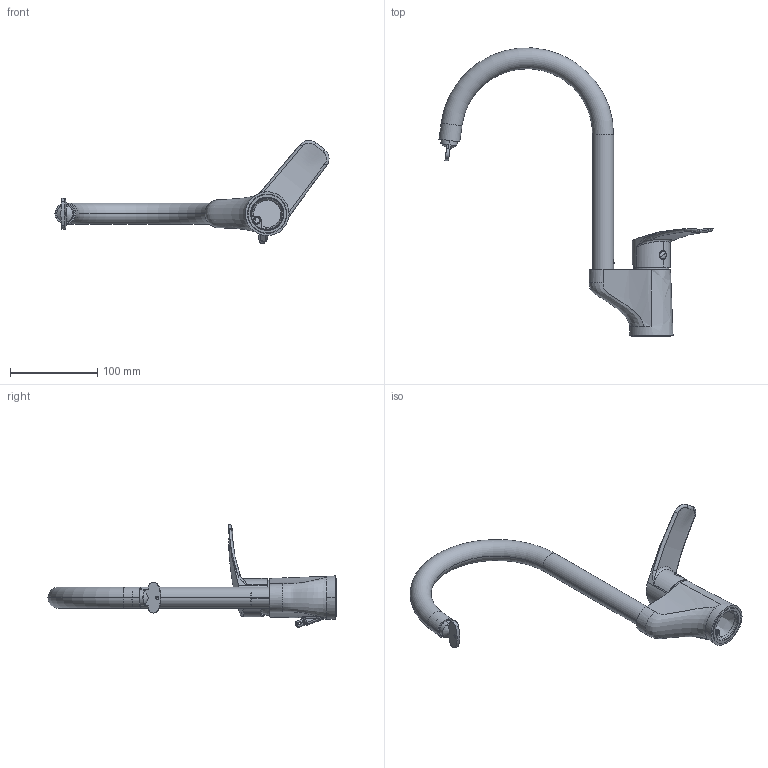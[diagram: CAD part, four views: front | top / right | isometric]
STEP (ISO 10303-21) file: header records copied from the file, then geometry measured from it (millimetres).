
FILE_DESCRIPTION (( 'STEP AP203' ), '1' );
FILE_NAME ('57E303550.STEP', '2021-02-17T10:11:50', ( '' ), ( '' ), 'SwSTEP 2.0', 'SolidWorks 2018', '' );
FILE_SCHEMA (( 'CONFIG_CONTROL_DESIGN' ));
Length unit declared in the file: millimetre
Products named in the file (1): 57E303550
Bounding box: 313.23 x 329.33 x 117.82 mm (x, y, z)
Volume: 107427.6 mm3; surface area: 132597.1 mm2
Topology: 12 solids, 12 shells, 1302 faces, 3749 edges, 2472 vertices
Faces by surface type: plane 988, cylinder 159, bspline 102, cone 34, torus 17, sphere 2
Entity records: 72758 total; most frequent: CARTESIAN_POINT 38626, ORIENTED_EDGE 7488, DIRECTION 6246, EDGE_CURVE 3744, VECTOR 2932, LINE 2932, VERTEX_POINT 2472, AXIS2_PLACEMENT_3D 1657
